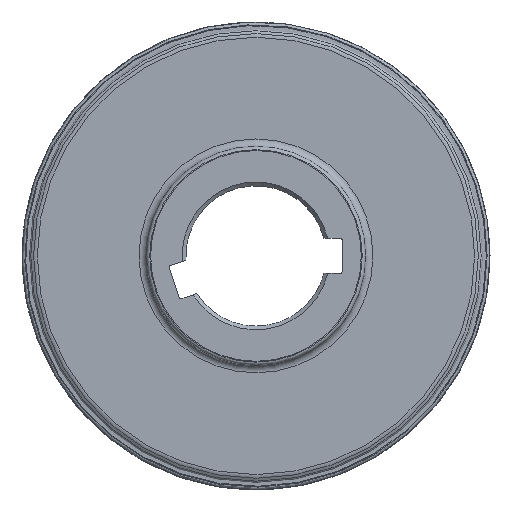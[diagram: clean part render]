
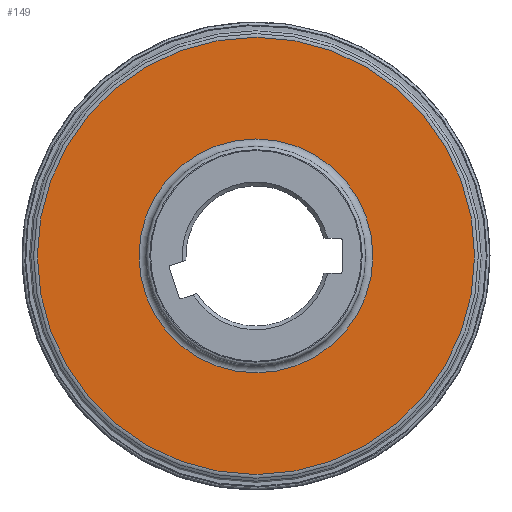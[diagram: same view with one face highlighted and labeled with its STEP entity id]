
A CAD part, top view. The second image highlights one B-rep face of the part: STEP entity #149.
In plain terms, the highlighted planar face has unit normal (0, 0, 1).
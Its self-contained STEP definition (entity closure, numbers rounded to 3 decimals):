
#47=PLANE('',#850);
#149=ADVANCED_FACE('',(#307,#308),#47,.T.);
#307=FACE_BOUND('',#376,.T.);
#308=FACE_BOUND('',#377,.T.);
#376=EDGE_LOOP('',(#489));
#377=EDGE_LOOP('',(#490));
#489=ORIENTED_EDGE('',*,*,#683,.F.);
#490=ORIENTED_EDGE('',*,*,#682,.T.);
#614=VERTEX_POINT('',#1319);
#615=VERTEX_POINT('',#1322);
#682=EDGE_CURVE('',#614,#614,#744,.T.);
#683=EDGE_CURVE('',#615,#615,#745,.T.);
#744=CIRCLE('',#847,59.34);
#745=CIRCLE('',#849,31.741);
#847=AXIS2_PLACEMENT_3D('',#1318,#1029,#1030);
#849=AXIS2_PLACEMENT_3D('',#1321,#1033,#1034);
#850=AXIS2_PLACEMENT_3D('',#1323,#1035,#1036);
#1029=DIRECTION('',(0.,0.,1.));
#1030=DIRECTION('',(-1.,0.,0.));
#1033=DIRECTION('',(0.,0.,1.));
#1034=DIRECTION('',(-1.,0.,0.));
#1035=DIRECTION('',(0.,0.,1.));
#1036=DIRECTION('',(-1.,0.,0.));
#1318=CARTESIAN_POINT('',(0.,0.,-4.438));
#1319=CARTESIAN_POINT('',(-59.34,0.,-4.438));
#1321=CARTESIAN_POINT('',(0.,0.,-4.438));
#1322=CARTESIAN_POINT('',(-31.741,0.,-4.438));
#1323=CARTESIAN_POINT('',(59.34,0.,-4.438));
